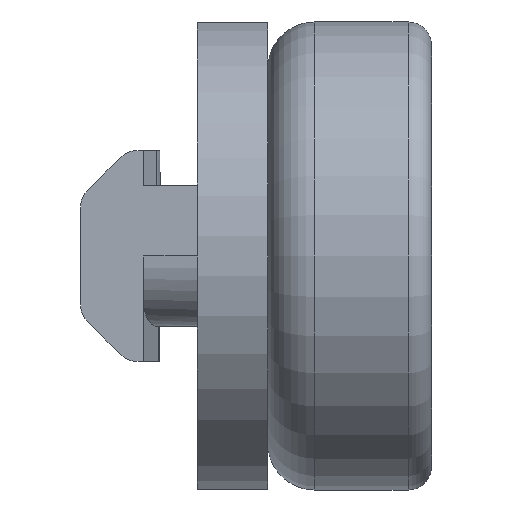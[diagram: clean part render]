
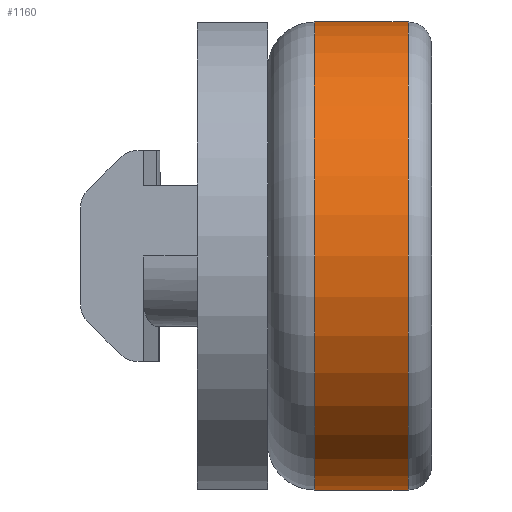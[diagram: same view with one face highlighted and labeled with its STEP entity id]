
A CAD part, left-side view. The second image highlights one B-rep face of the part: STEP entity #1160.
In plain terms, the highlighted cylindrical face has radius 10 mm (diameter 20 mm), a full revolution.
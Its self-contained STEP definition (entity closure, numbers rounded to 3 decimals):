
#80=FACE_OUTER_BOUND('',#143,.T.);
#143=EDGE_LOOP('',(#896,#897,#898,#899,#900,#901));
#217=CIRCLE('',#1274,10.);
#218=CIRCLE('',#1275,10.);
#219=CIRCLE('',#1277,10.);
#220=CIRCLE('',#1278,10.);
#313=LINE('',#1927,#425);
#425=VECTOR('',#1529,10.);
#549=VERTEX_POINT('',#1918);
#550=VERTEX_POINT('',#1920);
#551=VERTEX_POINT('',#1924);
#552=VERTEX_POINT('',#1925);
#690=EDGE_CURVE('',#549,#550,#217,.T.);
#691=EDGE_CURVE('',#550,#549,#218,.T.);
#692=EDGE_CURVE('',#551,#552,#219,.T.);
#693=EDGE_CURVE('',#552,#549,#313,.T.);
#694=EDGE_CURVE('',#552,#551,#220,.T.);
#896=ORIENTED_EDGE('',*,*,#692,.T.);
#897=ORIENTED_EDGE('',*,*,#693,.T.);
#898=ORIENTED_EDGE('',*,*,#691,.F.);
#899=ORIENTED_EDGE('',*,*,#690,.F.);
#900=ORIENTED_EDGE('',*,*,#693,.F.);
#901=ORIENTED_EDGE('',*,*,#694,.T.);
#1122=CYLINDRICAL_SURFACE('',#1276,10.);
#1160=ADVANCED_FACE('',(#80),#1122,.T.);
#1274=AXIS2_PLACEMENT_3D('',#1921,#1521,#1522);
#1275=AXIS2_PLACEMENT_3D('',#1922,#1523,#1524);
#1276=AXIS2_PLACEMENT_3D('',#1923,#1525,#1526);
#1277=AXIS2_PLACEMENT_3D('',#1926,#1527,#1528);
#1278=AXIS2_PLACEMENT_3D('',#1928,#1530,#1531);
#1521=DIRECTION('center_axis',(0.,1.,0.));
#1522=DIRECTION('ref_axis',(0.,0.,1.));
#1523=DIRECTION('center_axis',(0.,1.,0.));
#1524=DIRECTION('ref_axis',(0.,0.,1.));
#1525=DIRECTION('center_axis',(0.,-1.,0.));
#1526=DIRECTION('ref_axis',(0.,0.,1.));
#1527=DIRECTION('center_axis',(0.,1.,0.));
#1528=DIRECTION('ref_axis',(0.,0.,1.));
#1529=DIRECTION('',(0.,1.,0.));
#1530=DIRECTION('center_axis',(0.,1.,0.));
#1531=DIRECTION('ref_axis',(0.,0.,1.));
#1918=CARTESIAN_POINT('',(-35.,-5.,-10.));
#1920=CARTESIAN_POINT('',(-35.,-5.,10.));
#1921=CARTESIAN_POINT('Origin',(-35.,-5.,0.));
#1922=CARTESIAN_POINT('Origin',(-35.,-5.,0.));
#1923=CARTESIAN_POINT('Origin',(-35.,-3.,0.));
#1924=CARTESIAN_POINT('',(-35.,-9.,10.));
#1925=CARTESIAN_POINT('',(-35.,-9.,-10.));
#1926=CARTESIAN_POINT('Origin',(-35.,-9.,0.));
#1927=CARTESIAN_POINT('',(-35.,-3.,-10.));
#1928=CARTESIAN_POINT('Origin',(-35.,-9.,0.));
